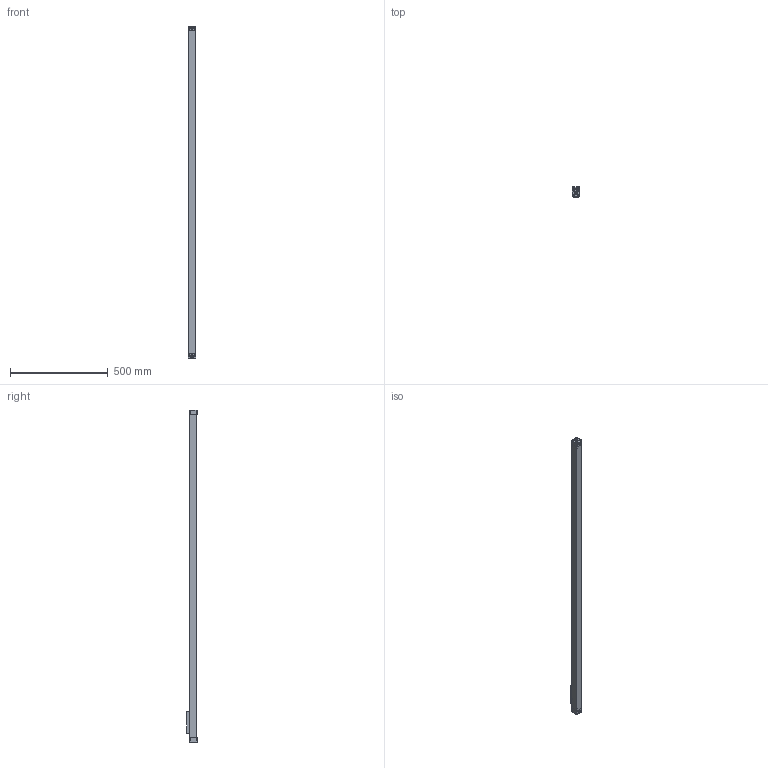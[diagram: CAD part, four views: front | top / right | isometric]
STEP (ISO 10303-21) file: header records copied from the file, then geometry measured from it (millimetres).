
FILE_DESCRIPTION( ( 'STEP AP203' ), '1' );
FILE_NAME( 'MCRPLF-90-25-1500(0).stp', '2020-06-04T09:33:05', ( 'License CC BY-ND 4.0' ), ( 'CADENAS' ), ' ', 'PARTsolutions', ' ' );
FILE_SCHEMA( ( 'CONFIG_CONTROL_DESIGN' ) );
Length unit declared in the file: millimetre
Products named in the file (3): MCRPLF-90-25-1500(0); _BodyMCRPLF-90-25-1500; _RodMCRPLF-90:Standard type-25
Assembly tree (2 placements, depth 2):
  MCRPLF-90-25-1500(0)
    _BodyMCRPLF-90-25-1500
    _RodMCRPLF-90:Standard type-25
Bounding box: 40 x 52.5 x 1700 mm (x, y, z)
Volume: 2278601.9 mm3; surface area: 288486.5 mm2
Topology: 2 solids, 2 shells, 210 faces, 509 edges, 332 vertices
Faces by surface type: plane 133, cylinder 56, cone 21
Full cylindrical faces by diameter (mm): 4.134 x14, 6 x2, 7.7 x8, 10.8 x8, 14 x6
Entity records: 6218 total; most frequent: CARTESIAN_POINT 1368, DIRECTION 986, ORIENTED_EDGE 874, EDGE_CURVE 437, AXIS2_PLACEMENT_3D 348, VERTEX_POINT 320, EDGE_LOOP 315, LINE 290
